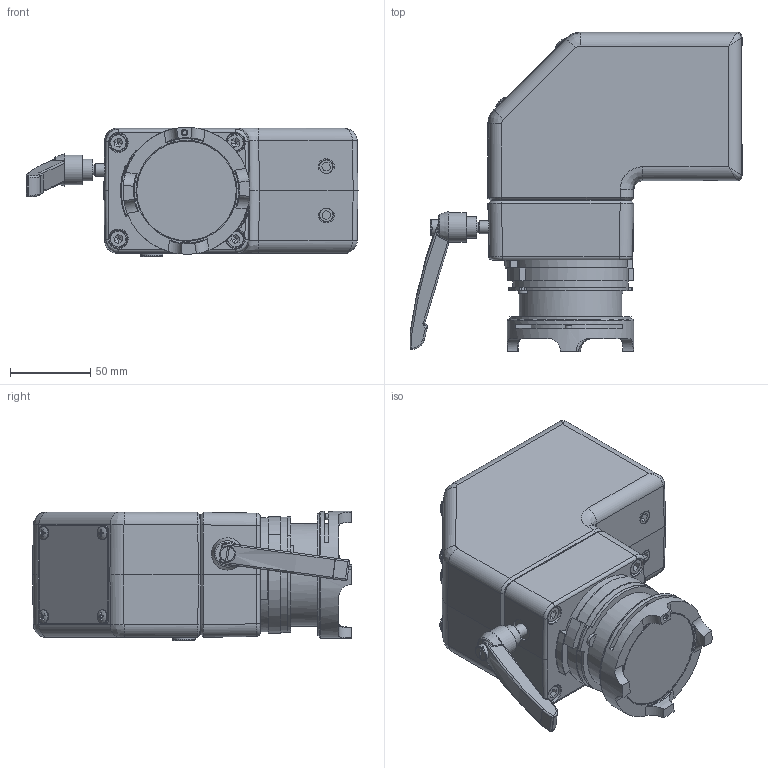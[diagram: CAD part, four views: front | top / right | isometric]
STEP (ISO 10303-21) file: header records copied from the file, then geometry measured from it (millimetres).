
FILE_DESCRIPTION (( 'STEP AP214' ), '1' );
FILE_NAME ('49617500.STEP', '2022-04-01T09:43:29', ( '' ), ( '' ), 'SwSTEP 2.0', 'SolidWorks 2020', '' );
FILE_SCHEMA (( 'AUTOMOTIVE_DESIGN' ));
Length unit declared in the file: millimetre
Products named in the file (30): 12616_Bearbeitung; 83048; 94671; 82088; 93230; 94637; 93290; 95204; 93501; 94693; 94690; 94553; 83003; 92082; 12611; 12612; 12535; 12617; 94564; 94635; 49617500; 92261; 93242; 93004; 93293; 82176; 96299; 92262; 82311; 82078
Assembly tree (39 placements, depth 2):
  92082
  49617500
    12616_Bearbeitung
    94690
    94693
    94671  x3
    94637
    12611
    94564  x2
    12612
    12535
    94553
    83003
    93501
    93242  x4
    83048  x4
    82311
    82078
    82176
    12617
    94635
    93293
    95204
    82088
    93230  x4
    92261
    93290
    93004  x2
  96299
  92262
Bounding box: 206.86 x 198.8 x 80.5 mm (x, y, z)
Volume: 1070758.2 mm3; surface area: 238258.1 mm2
Topology: 40 solids, 40 shells, 2440 faces, 6258 edges, 4049 vertices
Faces by surface type: plane 1221, bspline 791, cylinder 272, cone 91, torus 54, sphere 11
Full cylindrical faces by diameter (mm): 3.3 x5, 3.5 x2, 4 x9, 4.2 x4, 4.3 x4, 5.1 x1, 5.2 x4, 5.3 x1, 5.5 x1, 6 x4, 6.483 x1, 6.5 x6, 7 x1, 8 x3, 8.4 x4, 8.5 x2, 9.8 x1, 10 x7, 10.5 x1, 13.5 x1, 14 x1, 16 x1, 18.5 x1, 62 x1, 63 x1, 64 x1, 64.5 x1, 65 x4, 65.2 x3, 68.5 x1
Entity records: 105612 total; most frequent: CARTESIAN_POINT 54109, ORIENTED_EDGE 11280, DIRECTION 7481, EDGE_CURVE 5640, VERTEX_POINT 3755, LINE 3337, VECTOR 3337, EDGE_LOOP 2625
